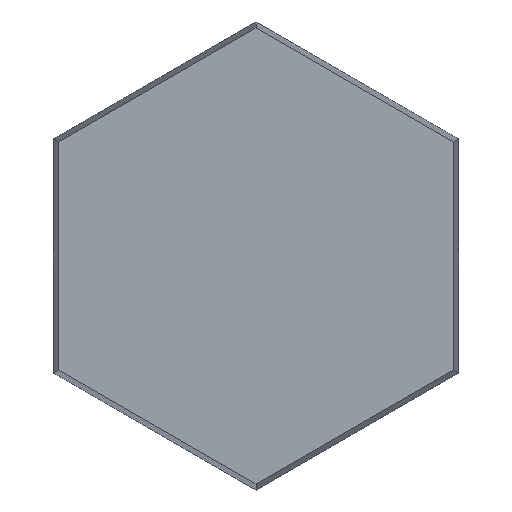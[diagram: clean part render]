
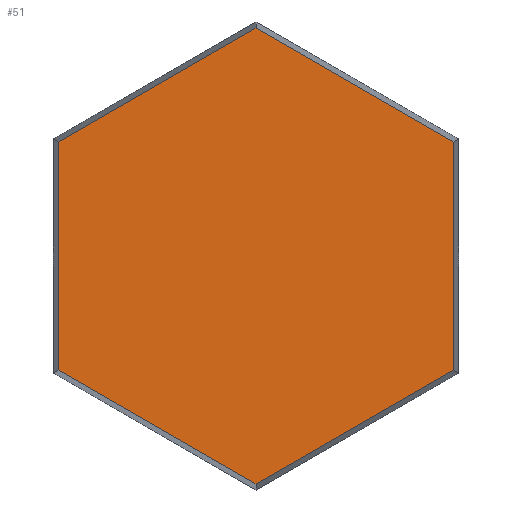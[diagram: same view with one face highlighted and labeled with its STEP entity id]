
A CAD part, front view. The second image highlights one B-rep face of the part: STEP entity #51.
In plain terms, the highlighted planar face has unit normal (0, -1, 0).
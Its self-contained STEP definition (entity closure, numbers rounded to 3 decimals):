
#51 = ADVANCED_FACE( '', ( #101 ), #102, .F. );
#101 = FACE_OUTER_BOUND( '', #144, .T. );
#102 = PLANE( '', #145 );
#144 = EDGE_LOOP( '', ( #214, #215, #216, #217, #218, #219 ) );
#145 = AXIS2_PLACEMENT_3D( '', #220, #221, #222 );
#214 = ORIENTED_EDGE( '', *, *, #264, .F. );
#215 = ORIENTED_EDGE( '', *, *, #260, .F. );
#216 = ORIENTED_EDGE( '', *, *, #257, .F. );
#217 = ORIENTED_EDGE( '', *, *, #266, .F. );
#218 = ORIENTED_EDGE( '', *, *, #267, .F. );
#219 = ORIENTED_EDGE( '', *, *, #244, .F. );
#220 = CARTESIAN_POINT( '', ( 0., 0., 0. ) );
#221 = DIRECTION( '', ( 0., 1., 0. ) );
#222 = DIRECTION( '', ( 0., 0., 1. ) );
#244 = EDGE_CURVE( '', #278, #280, #281, .T. );
#257 = EDGE_CURVE( '', #299, #301, #302, .T. );
#260 = EDGE_CURVE( '', #301, #305, #306, .T. );
#264 = EDGE_CURVE( '', #305, #278, #310, .T. );
#266 = EDGE_CURVE( '', #312, #299, #313, .T. );
#267 = EDGE_CURVE( '', #280, #312, #314, .T. );
#278 = VERTEX_POINT( '', #326 );
#280 = VERTEX_POINT( '', #329 );
#281 = LINE( '', #330, #331 );
#299 = VERTEX_POINT( '', #355 );
#301 = VERTEX_POINT( '', #358 );
#302 = LINE( '', #359, #360 );
#305 = VERTEX_POINT( '', #364 );
#306 = LINE( '', #365, #366 );
#310 = LINE( '', #371, #372 );
#312 = VERTEX_POINT( '', #374 );
#313 = LINE( '', #375, #376 );
#314 = LINE( '', #377, #378 );
#326 = CARTESIAN_POINT( '', ( -12.173, 0., 7.028 ) );
#329 = CARTESIAN_POINT( '', ( 0., 0., 14.056 ) );
#330 = CARTESIAN_POINT( '', ( -6.086, 0., 10.542 ) );
#331 = VECTOR( '', #388, 1000. );
#355 = CARTESIAN_POINT( '', ( 12.173, 0., -7.028 ) );
#358 = CARTESIAN_POINT( '', ( 0., 0., -14.056 ) );
#359 = CARTESIAN_POINT( '', ( 6.086, 0., -10.542 ) );
#360 = VECTOR( '', #402, 1000. );
#364 = CARTESIAN_POINT( '', ( -12.173, 0., -7.028 ) );
#365 = CARTESIAN_POINT( '', ( -6.086, 0., -10.542 ) );
#366 = VECTOR( '', #404, 1000. );
#371 = CARTESIAN_POINT( '', ( -12.173, 0., 0. ) );
#372 = VECTOR( '', #406, 1000. );
#374 = CARTESIAN_POINT( '', ( 12.173, 0., 7.028 ) );
#375 = CARTESIAN_POINT( '', ( 12.173, 0., 0. ) );
#376 = VECTOR( '', #407, 1000. );
#377 = CARTESIAN_POINT( '', ( 6.086, 0., 10.542 ) );
#378 = VECTOR( '', #408, 1000. );
#388 = DIRECTION( '', ( 0.866, 0., 0.5 ) );
#402 = DIRECTION( '', ( -0.866, 0., -0.5 ) );
#404 = DIRECTION( '', ( -0.866, 0., 0.5 ) );
#406 = DIRECTION( '', ( 0., 0., 1. ) );
#407 = DIRECTION( '', ( 0., 0., -1. ) );
#408 = DIRECTION( '', ( 0.866, 0., -0.5 ) );
